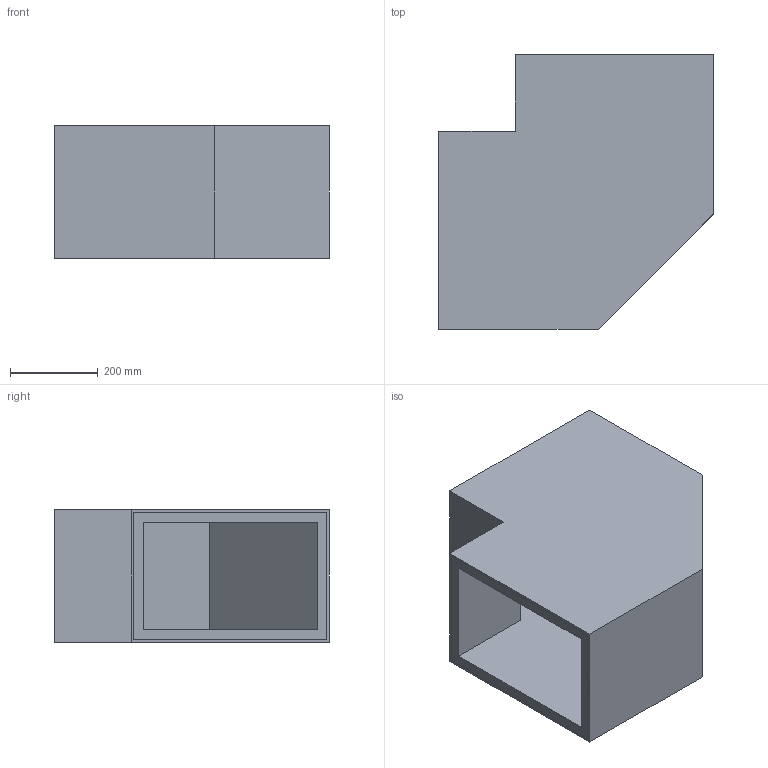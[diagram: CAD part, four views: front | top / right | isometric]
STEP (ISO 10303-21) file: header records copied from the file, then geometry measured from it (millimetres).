
FILE_DESCRIPTION(('FreeCAD Model'),'2;1');
FILE_NAME('Chamfered_rectangular_bend.step','2016-12-05T15:51:38',('Author'),(''), 'Open CASCADE STEP processor 6.8','FreeCAD','Unknown');
FILE_SCHEMA(('AUTOMOTIVE_DESIGN_CC2 { 1 2 10303 214 -1 1 5 4 }'));
Length unit declared in the file: millimetre
Products named in the file (3): ASSEMBLY; Clone_of_01-Rectangular_bend_flanges; Clone_of_02-Insulation
Assembly tree (2 placements, depth 2):
  ASSEMBLY
    Clone_of_01-Rectangular_bend_flanges
    Clone_of_02-Insulation
Bounding box: 625.4 x 625.4 x 300.8 mm (x, y, z)
Volume: 27657353.7 mm3; surface area: 4092229.2 mm2
Topology: 2 solids, 2 shells, 52 faces, 132 edges, 88 vertices
Faces by surface type: plane 52
Entity records: 3250 total; most frequent: CARTESIAN_POINT 615, DIRECTION 430, LINE 320, VECTOR 320, ORIENTED_EDGE 264, PCURVE 264, DEFINITIONAL_REPRESENTATION 264, EDGE_CURVE 132
